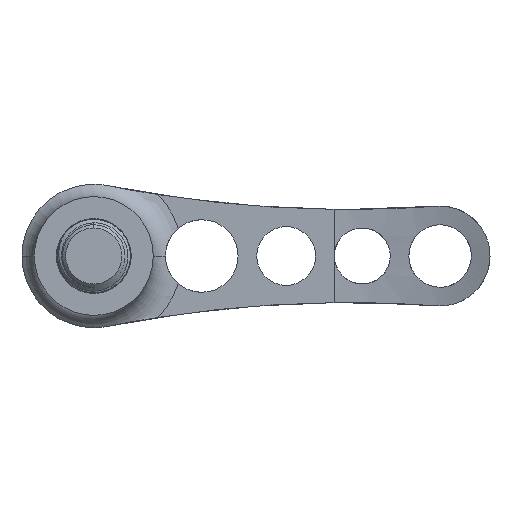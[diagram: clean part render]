
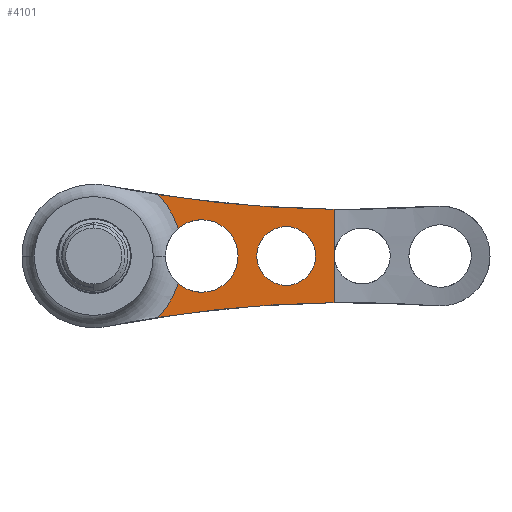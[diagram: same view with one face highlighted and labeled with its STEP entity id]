
A CAD part, left-side view. The second image highlights one B-rep face of the part: STEP entity #4101.
In plain terms, the highlighted face is planar.
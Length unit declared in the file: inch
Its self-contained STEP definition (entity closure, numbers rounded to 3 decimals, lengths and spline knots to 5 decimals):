
#54 = AXIS2_PLACEMENT_3D ( 'NONE', #1881, #4905, #6428 ) ;
#71 = CARTESIAN_POINT ( 'NONE',  ( 0., 1.50351, 0.19685 ) ) ;
#199 = CARTESIAN_POINT ( 'NONE',  ( -0.22877, 1.50351, 0.19685 ) ) ;
#402 = DIRECTION ( 'NONE',  ( 0., 0., -1. ) ) ;
#413 = LINE ( 'NONE', #1193, #2656 ) ;
#1101 = EDGE_CURVE ( 'NONE', #5575, #5534, #3687, .T. ) ;
#1193 = CARTESIAN_POINT ( 'NONE',  ( 1.5, 0.66929, 0.19685 ) ) ;
#1379 = ORIENTED_EDGE ( 'NONE', *, *, #2647, .T. ) ;
#1681 = FACE_OUTER_BOUND ( 'NONE', #4655, .T. ) ;
#1844 = VERTEX_POINT ( 'NONE', #1935 ) ;
#1881 = CARTESIAN_POINT ( 'NONE',  ( 8.02913, 0.58051, 0.19685 ) ) ;
#1890 = VERTEX_POINT ( 'NONE', #7909 ) ;
#1925 = AXIS2_PLACEMENT_3D ( 'NONE', #71, #7597, #2468 ) ;
#1935 = CARTESIAN_POINT ( 'NONE',  ( 0.22877, 1.50351, 0.19685 ) ) ;
#2017 = CARTESIAN_POINT ( 'NONE',  ( -0.17424, 1.65176, 0.19685 ) ) ;
#2057 = VERTEX_POINT ( 'NONE', #199 ) ;
#2062 = DIRECTION ( 'NONE',  ( 0., -1., 0. ) ) ;
#2139 = AXIS2_PLACEMENT_3D ( 'NONE', #5341, #3855, #8381 ) ;
#2193 = ORIENTED_EDGE ( 'NONE', *, *, #4661, .T. ) ;
#2282 = CIRCLE ( 'NONE', #8899, 0.18539 ) ;
#2325 = DIRECTION ( 'NONE',  ( 0., 0., -1. ) ) ;
#2384 = DIRECTION ( 'NONE',  ( 0., -1., 0. ) ) ;
#2419 = DIRECTION ( 'NONE',  ( 0., 0., 1. ) ) ;
#2468 = DIRECTION ( 'NONE',  ( 0., -1., 0. ) ) ;
#2493 = DIRECTION ( 'NONE',  ( 0., -1., 0. ) ) ;
#2609 = CARTESIAN_POINT ( 'NONE',  ( 0., 1.50351, 0.19685 ) ) ;
#2647 = EDGE_CURVE ( 'NONE', #4850, #8218, #2282, .T. ) ;
#2656 = VECTOR ( 'NONE', #4205, 39.37008 ) ;
#2833 = ORIENTED_EDGE ( 'NONE', *, *, #7246, .T. ) ;
#2884 = EDGE_CURVE ( 'NONE', #5534, #1844, #7953, .T. ) ;
#2886 = DIRECTION ( 'NONE',  ( 0., -1., 0. ) ) ;
#3060 = CIRCLE ( 'NONE', #4799, 0.22877 ) ;
#3208 = ORIENTED_EDGE ( 'NONE', *, *, #6706, .F. ) ;
#3304 = FACE_BOUND ( 'NONE', #9315, .T. ) ;
#3370 = EDGE_CURVE ( 'NONE', #1890, #3521, #6387, .T. ) ;
#3419 = CARTESIAN_POINT ( 'NONE',  ( 0.17424, 1.65176, 0.19685 ) ) ;
#3521 = VERTEX_POINT ( 'NONE', #7102 ) ;
#3561 = VERTEX_POINT ( 'NONE', #2017 ) ;
#3687 = CIRCLE ( 'NONE', #9193, 0.56102 ) ;
#3721 = CARTESIAN_POINT ( 'NONE',  ( 0.38746, 1.7793, 0.19685 ) ) ;
#3855 = DIRECTION ( 'NONE',  ( 0., 0., -1. ) ) ;
#4101 = ADVANCED_FACE ( 'NONE', ( #3304, #1681 ), #6172, .T. ) ;
#4175 = AXIS2_PLACEMENT_3D ( 'NONE', #8440, #2419, #7742 ) ;
#4205 = DIRECTION ( 'NONE',  ( -1., 0., 0. ) ) ;
#4655 = EDGE_LOOP ( 'NONE', ( #7203, #5598, #2193, #2833, #8122, #7642, #6943, #3208 ) ) ;
#4661 = EDGE_CURVE ( 'NONE', #1844, #2057, #3060, .T. ) ;
#4799 = AXIS2_PLACEMENT_3D ( 'NONE', #2609, #402, #2062 ) ;
#4850 = VERTEX_POINT ( 'NONE', #5876 ) ;
#4873 = CIRCLE ( 'NONE', #9116, 0.56102 ) ;
#4905 = DIRECTION ( 'NONE',  ( 0., 0., 1. ) ) ;
#4939 = VERTEX_POINT ( 'NONE', #6603 ) ;
#4962 = DIRECTION ( 'NONE',  ( 0., -1., 0. ) ) ;
#5313 = EDGE_CURVE ( 'NONE', #8218, #4850, #5546, .T. ) ;
#5341 = CARTESIAN_POINT ( 'NONE',  ( -8.02913, 0.58051, 0.19685 ) ) ;
#5534 = VERTEX_POINT ( 'NONE', #3419 ) ;
#5546 = CIRCLE ( 'NONE', #6488, 0.18539 ) ;
#5575 = VERTEX_POINT ( 'NONE', #3721 ) ;
#5598 = ORIENTED_EDGE ( 'NONE', *, *, #2884, .T. ) ;
#5876 = CARTESIAN_POINT ( 'NONE',  ( -0.18539, 0.97124, 0.19685 ) ) ;
#6080 = CARTESIAN_POINT ( 'NONE',  ( 0., 2.18504, 0.19685 ) ) ;
#6141 = CARTESIAN_POINT ( 'NONE',  ( 0., 0.97124, 0.19685 ) ) ;
#6172 = PLANE ( 'NONE',  #4175 ) ;
#6387 = CIRCLE ( 'NONE', #2139, 7.73513 ) ;
#6391 = DIRECTION ( 'NONE',  ( 0., 0., -1. ) ) ;
#6428 = DIRECTION ( 'NONE',  ( 0., -1., 0. ) ) ;
#6488 = AXIS2_PLACEMENT_3D ( 'NONE', #6141, #9144, #2384 ) ;
#6603 = CARTESIAN_POINT ( 'NONE',  ( 0.29451, 0.66929, 0.19685 ) ) ;
#6706 = EDGE_CURVE ( 'NONE', #5575, #4939, #6964, .T. ) ;
#6943 = ORIENTED_EDGE ( 'NONE', *, *, #7601, .F. ) ;
#6964 = CIRCLE ( 'NONE', #54, 7.73513 ) ;
#7102 = CARTESIAN_POINT ( 'NONE',  ( -0.29451, 0.66929, 0.19685 ) ) ;
#7203 = ORIENTED_EDGE ( 'NONE', *, *, #1101, .T. ) ;
#7246 = EDGE_CURVE ( 'NONE', #2057, #3561, #9175, .T. ) ;
#7358 = EDGE_CURVE ( 'NONE', #3561, #1890, #4873, .T. ) ;
#7597 = DIRECTION ( 'NONE',  ( 0., 0., -1. ) ) ;
#7601 = EDGE_CURVE ( 'NONE', #4939, #3521, #413, .T. ) ;
#7642 = ORIENTED_EDGE ( 'NONE', *, *, #3370, .T. ) ;
#7742 = DIRECTION ( 'NONE',  ( 0., -1., 0. ) ) ;
#7909 = CARTESIAN_POINT ( 'NONE',  ( -0.38746, 1.7793, 0.19685 ) ) ;
#7953 = CIRCLE ( 'NONE', #9056, 0.22877 ) ;
#8114 = DIRECTION ( 'NONE',  ( 0., 0., -1. ) ) ;
#8122 = ORIENTED_EDGE ( 'NONE', *, *, #7358, .T. ) ;
#8211 = CARTESIAN_POINT ( 'NONE',  ( 0., 2.18504, 0.19685 ) ) ;
#8218 = VERTEX_POINT ( 'NONE', #9504 ) ;
#8381 = DIRECTION ( 'NONE',  ( 0., -1., 0. ) ) ;
#8440 = CARTESIAN_POINT ( 'NONE',  ( 1.5, 2.95276, 0.19685 ) ) ;
#8697 = CARTESIAN_POINT ( 'NONE',  ( 0., 1.50351, 0.19685 ) ) ;
#8797 = DIRECTION ( 'NONE',  ( 0., 0., -1. ) ) ;
#8899 = AXIS2_PLACEMENT_3D ( 'NONE', #9344, #6391, #2493 ) ;
#9056 = AXIS2_PLACEMENT_3D ( 'NONE', #8697, #8797, #4962 ) ;
#9081 = DIRECTION ( 'NONE',  ( 0., -1., 0. ) ) ;
#9116 = AXIS2_PLACEMENT_3D ( 'NONE', #6080, #2325, #9081 ) ;
#9144 = DIRECTION ( 'NONE',  ( 0., 0., -1. ) ) ;
#9175 = CIRCLE ( 'NONE', #1925, 0.22877 ) ;
#9193 = AXIS2_PLACEMENT_3D ( 'NONE', #8211, #8114, #2886 ) ;
#9315 = EDGE_LOOP ( 'NONE', ( #1379, #9465 ) ) ;
#9344 = CARTESIAN_POINT ( 'NONE',  ( 0., 0.97124, 0.19685 ) ) ;
#9465 = ORIENTED_EDGE ( 'NONE', *, *, #5313, .T. ) ;
#9504 = CARTESIAN_POINT ( 'NONE',  ( 0.18539, 0.97124, 0.19685 ) ) ;
